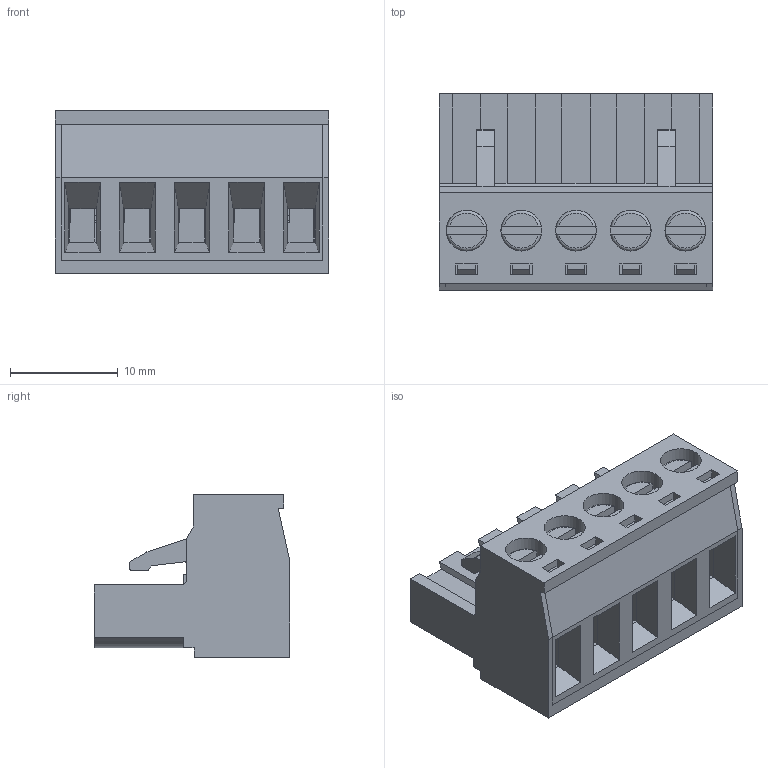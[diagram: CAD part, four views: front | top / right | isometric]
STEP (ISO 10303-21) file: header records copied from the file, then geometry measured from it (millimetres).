
FILE_DESCRIPTION( ( 'Unknown' ), '1' );
FILE_NAME( '691351500005.stp', 'Unknown', ( 'Unknown' ), ( 'Unknown' ), 'PSStep 14.0', 'Unknown', ' ' );
FILE_SCHEMA( ( 'AUTOMOTIVE_DESIGN { 1 0 10303 214 1 1 1 1 }' ) );
Length unit declared in the file: millimetre
Products named in the file (6): Assem1; 6913405000xx_CAGE; 6913405000xx_PIN; 6913405000xx_VISSE; 691340500005; 691340500005_CAPOT
Assembly tree (17 placements, depth 2):
  Assem1
    6913405000xx_CAGE  x5
    6913405000xx_PIN  x5
    6913405000xx_VISSE  x5
    691340500005
    691340500005_CAPOT
Bounding box: 25.4 x 18.2 x 15.1 mm (x, y, z)
Volume: 3021.9 mm3; surface area: 8007.2 mm2
Topology: 17 solids, 17 shells, 1169 faces, 3186 edges, 2080 vertices
Faces by surface type: plane 866, cylinder 278, torus 15, cone 10
Full cylindrical faces by diameter (mm): 1.5 x5, 2.5 x5, 2.9 x5, 2.95 x5, 3 x5, 3.75 x5, 3.8 x5
Entity records: 26742 total; most frequent: CARTESIAN_POINT 3761, ORIENTED_EDGE 3630, DIRECTION 3420, EDGE_CURVE 1815, LINE 1592, VECTOR 1592, VERTEX_POINT 1199, AXIS2_PLACEMENT_3D 914
